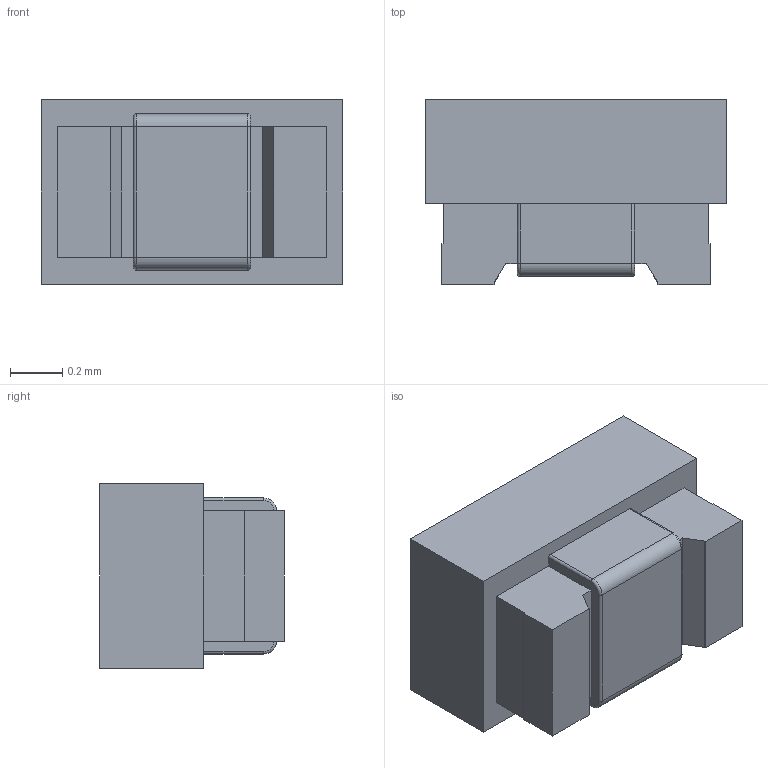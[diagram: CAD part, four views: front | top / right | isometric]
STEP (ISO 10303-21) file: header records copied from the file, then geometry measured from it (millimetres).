
FILE_DESCRIPTION (( 'STEP AP214' ), '1' );
FILE_NAME ('85BECFF6-D9CF-40A6-94BC-D58F288E7562.STEP', '2023-07-20T08:55:51', ( '' ), ( '' ), 'SwSTEP 2.0', 'SolidWorks 2022', '' );
FILE_SCHEMA (( 'AUTOMOTIVE_DESIGN' ));
Length unit declared in the file: millimetre
Products named in the file (1): 85BECFF6-D9CF-40A6-94BC-D58F288E7562
Bounding box: 1.16 x 0.71 x 0.71 mm (x, y, z)
Volume: 0.5 mm3; surface area: 4.2 mm2
Topology: 1 solids, 1 shells, 41 faces, 106 edges, 68 vertices
Faces by surface type: plane 29, cylinder 8, torus 4
Entity records: 1534 total; most frequent: CARTESIAN_POINT 216, ORIENTED_EDGE 212, DIRECTION 210, EDGE_CURVE 106, VECTOR 86, LINE 86, VERTEX_POINT 68, AXIS2_PLACEMENT_3D 62
